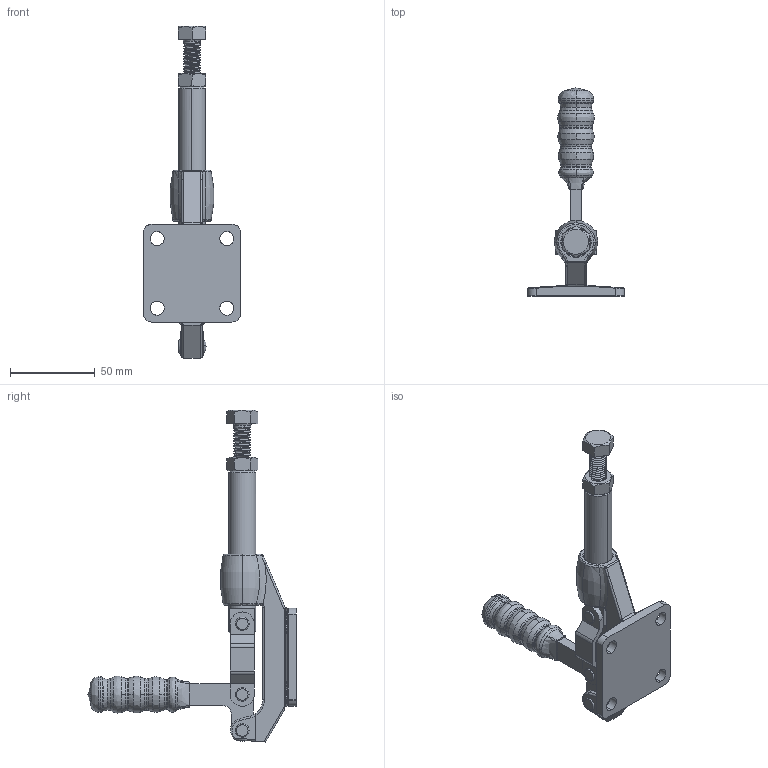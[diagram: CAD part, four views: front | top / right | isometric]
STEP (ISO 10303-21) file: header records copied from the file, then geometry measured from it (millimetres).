
FILE_DESCRIPTION (( 'STEP AP203' ), '1' );
FILE_NAME ('P385.STEP', '2016-11-22T10:47:43', ( '' ), ( '' ), 'SwSTEP 2.0', 'SolidWorks 2016', '' );
FILE_SCHEMA (( 'CONFIG_CONTROL_DESIGN' ));
Length unit declared in the file: millimetre
Products named in the file (9): 304-EM-01; 六角螺栓; P385 HANDLE; P385 GRIP; 304-05; P385; 304-EM-02; 304-04; 螺母
Assembly tree (11 placements, depth 2):
  P385
    304-EM-01
    304-EM-02
    P385 HANDLE
    304-04  x2
    螺母
    六角螺栓
    P385 GRIP
    304-05  x3
Bounding box: 56.8 x 122.96 x 196 mm (x, y, z)
Volume: 89001.4 mm3; surface area: 44552.2 mm2
Topology: 11 solids, 14 shells, 506 faces, 1343 edges, 851 vertices
Faces by surface type: cylinder 245, plane 101, bspline 98, cone 46, torus 14, sphere 2
Entity records: 26445 total; most frequent: CARTESIAN_POINT 15532, ORIENTED_EDGE 2404, DIRECTION 1757, EDGE_CURVE 1202, VERTEX_POINT 775, AXIS2_PLACEMENT_3D 676, EDGE_LOOP 489, FACE_OUTER_BOUND 454
